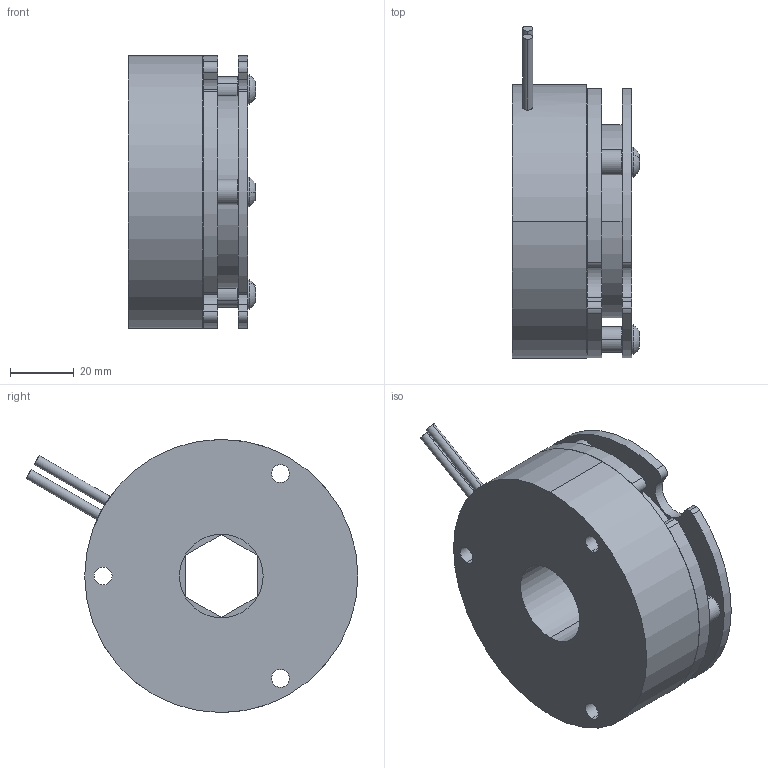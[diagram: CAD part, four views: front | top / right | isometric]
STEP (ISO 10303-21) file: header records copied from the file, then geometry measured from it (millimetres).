
FILE_DESCRIPTION (( 'STEP AP203' ), '1' );
FILE_NAME ('340_SEB_WebAssy.STEP', '2017-02-22T14:10:40', ( 'Delete' ), ( 'Hewlett-Packard Company' ), 'SwSTEP 2.0', 'SolidWorks 2017', '' );
FILE_SCHEMA (( 'CONFIG_CONTROL_DESIGN' ));
Length unit declared in the file: inch
Products named in the file (1): 340_SEB_WebAssy
Bounding box: 39.89 x 103.82 x 85.47 mm (x, y, z)
Volume: 168683 mm3; surface area: 58024 mm2
Topology: 13 solids, 13 shells, 657 faces, 1668 edges, 1040 vertices
Faces by surface type: cone 294, cylinder 232, plane 95, torus 24, sphere 6, bspline 6
Entity records: 32989 total; most frequent: CARTESIAN_POINT 16284, DIRECTION 3926, ORIENTED_EDGE 3312, EDGE_CURVE 1656, AXIS2_PLACEMENT_3D 1634, VERTEX_POINT 1040, CIRCLE 982, EDGE_LOOP 704
